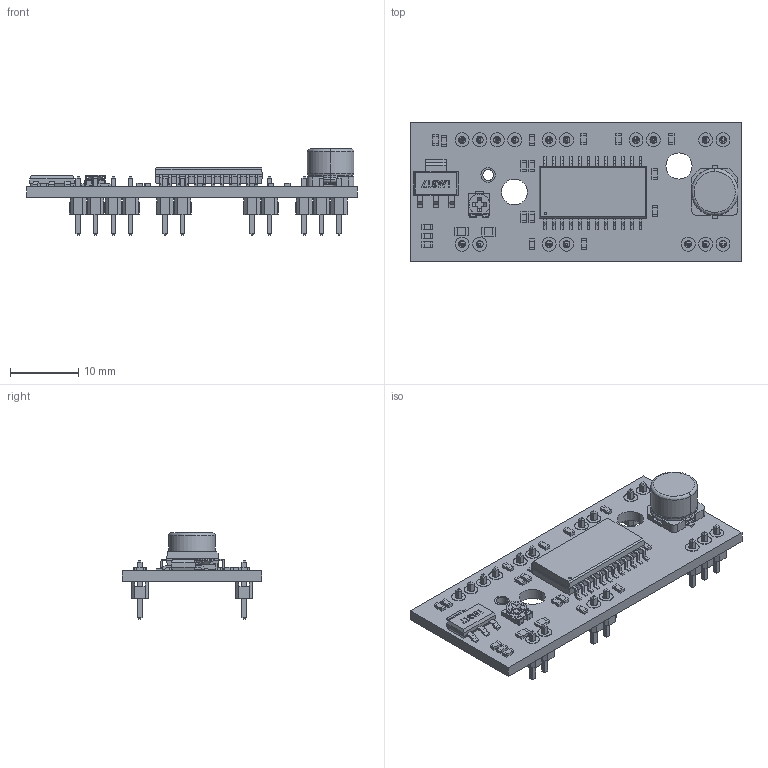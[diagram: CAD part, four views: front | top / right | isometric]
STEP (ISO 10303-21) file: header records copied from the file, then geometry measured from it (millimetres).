
FILE_DESCRIPTION (( 'STEP AP214' ), '1' );
FILE_NAME ('AM_easy_driver_a3967.STEP', '2017-06-13T17:21:06', ( '' ), ( '' ), 'SwSTEP 2.0', 'SolidWorks 2016', '' );
FILE_SCHEMA (( 'AUTOMOTIVE_DESIGN' ));
Length unit declared in the file: millimetre
Products named in the file (43): ED_chip_resistor_0603; ED_chip_resistor; ED - DS1021-1x2SF11; ED_CAPAE-D6.3x5.4; ED_SW3dPS-SOIC24; ED_chip_capacitor_0603; ED_EVM-3E; easy_driver_pcb; ED_chip_capacitor; SOT223-3; ED_chip_capacitor_0805; AM_easy_driver_a3967
Assembly tree (33 placements, depth 2):
  ED_chip_resistor
  ED - DS1021-1x2SF11
  ED_chip_resistor
  ED_CAPAE-D6.3x5.4
  ED_chip_resistor
Bounding box: 48.26 x 20.32 x 12.6 mm (x, y, z)
Volume: 2326.4 mm3; surface area: 4211.2 mm2
Topology: 58 solids, 58 shells, 1923 faces, 4256 edges, 2503 vertices
Faces by surface type: plane 1580, cylinder 279, bspline 55, cone 5, sphere 4
Entity records: 42809 total; most frequent: CARTESIAN_POINT 8375, DIRECTION 5198, ORIENTED_EDGE 5176, EDGE_CURVE 2588, VECTOR 1890, LINE 1890, AXIS2_PLACEMENT_3D 1654, VERTEX_POINT 1543
